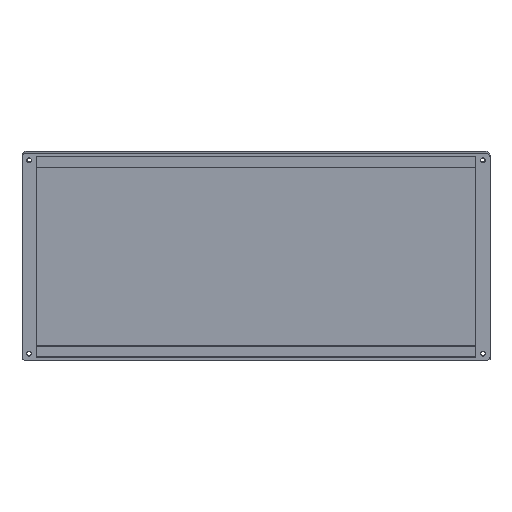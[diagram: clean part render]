
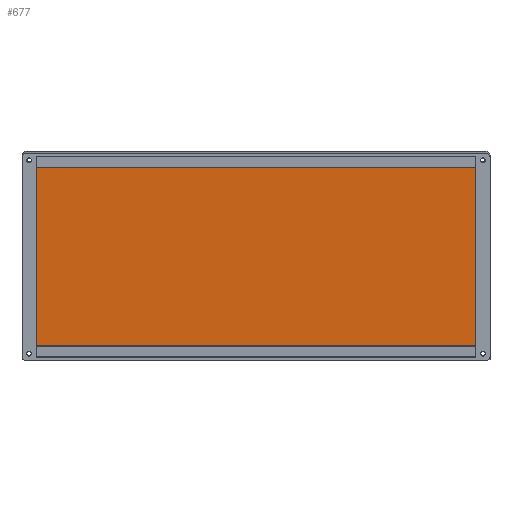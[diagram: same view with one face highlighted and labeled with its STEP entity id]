
A CAD part, top view. The second image highlights one B-rep face of the part: STEP entity #677.
In plain terms, the highlighted planar face has unit normal (0, -0.087, 0.996).
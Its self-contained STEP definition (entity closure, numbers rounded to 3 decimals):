
#78=LINE('',#1157,#131);
#79=LINE('',#1159,#132);
#80=LINE('',#1161,#133);
#81=LINE('',#1162,#134);
#131=VECTOR('',#943,10.);
#132=VECTOR('',#944,10.);
#133=VECTOR('',#945,10.);
#134=VECTOR('',#946,10.);
#157=PLANE('',#765);
#189=FACE_OUTER_BOUND('',#238,.T.);
#238=EDGE_LOOP('',(#570,#571,#572,#573));
#353=VERTEX_POINT('',#1155);
#354=VERTEX_POINT('',#1156);
#355=VERTEX_POINT('',#1158);
#356=VERTEX_POINT('',#1160);
#436=EDGE_CURVE('',#353,#354,#78,.T.);
#437=EDGE_CURVE('',#355,#353,#79,.T.);
#438=EDGE_CURVE('',#356,#355,#80,.T.);
#439=EDGE_CURVE('',#354,#356,#81,.T.);
#570=ORIENTED_EDGE('',*,*,#436,.F.);
#571=ORIENTED_EDGE('',*,*,#437,.F.);
#572=ORIENTED_EDGE('',*,*,#438,.F.);
#573=ORIENTED_EDGE('',*,*,#439,.F.);
#677=ADVANCED_FACE('',(#189),#157,.T.);
#765=AXIS2_PLACEMENT_3D('',#1154,#941,#942);
#941=DIRECTION('center_axis',(0.,-0.087,0.996));
#942=DIRECTION('ref_axis',(1.,0.,0.));
#943=DIRECTION('',(-1.,0.,0.));
#944=DIRECTION('',(0.,-0.996,-0.087));
#945=DIRECTION('',(1.,0.,0.));
#946=DIRECTION('',(0.,0.996,0.087));
#1154=CARTESIAN_POINT('Origin',(154.121,-62.315,-2.799));
#1155=CARTESIAN_POINT('',(308.121,-125.075,-8.289));
#1156=CARTESIAN_POINT('',(0.121,-125.075,-8.289));
#1157=CARTESIAN_POINT('',(231.121,-125.075,-8.289));
#1158=CARTESIAN_POINT('',(308.121,0.446,2.692));
#1159=CARTESIAN_POINT('',(308.121,-30.934,-0.053));
#1160=CARTESIAN_POINT('',(0.121,0.446,2.692));
#1161=CARTESIAN_POINT('',(77.121,0.446,2.692));
#1162=CARTESIAN_POINT('',(0.121,-93.695,-5.544));
